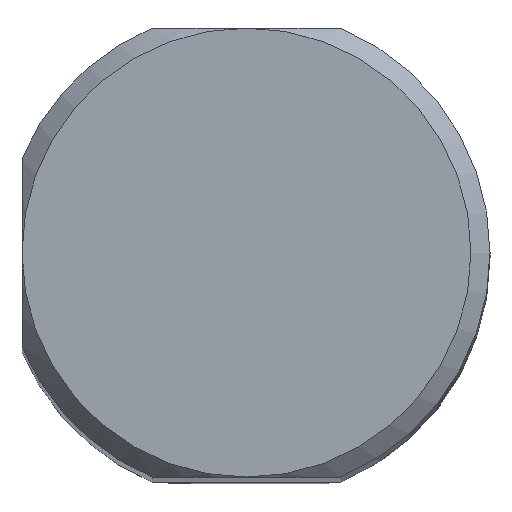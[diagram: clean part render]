
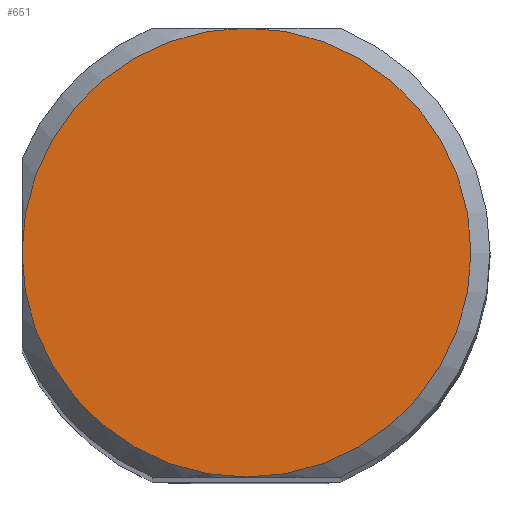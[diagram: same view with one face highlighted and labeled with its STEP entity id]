
A CAD part, top view. The second image highlights one B-rep face of the part: STEP entity #651.
In plain terms, the highlighted planar face has unit normal (0, 0, 1).
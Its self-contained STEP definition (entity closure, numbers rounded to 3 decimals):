
#370=CIRCLE('',#5804,11.7);
#371=CIRCLE('',#5805,11.7);
#372=CIRCLE('',#5806,11.7);
#651=ADVANCED_FACE('',(#1123),#847,.F.);
#847=PLANE('',#5807);
#1123=FACE_OUTER_BOUND('',#1419,.T.);
#1419=EDGE_LOOP('',(#2958,#2959,#2960));
#2958=ORIENTED_EDGE('',*,*,#4292,.F.);
#2959=ORIENTED_EDGE('',*,*,#4293,.F.);
#2960=ORIENTED_EDGE('',*,*,#4294,.F.);
#3513=VERTEX_POINT('',#9199);
#3514=VERTEX_POINT('',#9200);
#3515=VERTEX_POINT('',#9202);
#4292=EDGE_CURVE('',#3513,#3514,#370,.T.);
#4293=EDGE_CURVE('',#3515,#3513,#371,.T.);
#4294=EDGE_CURVE('',#3514,#3515,#372,.T.);
#5804=AXIS2_PLACEMENT_3D('',#9198,#7062,#7063);
#5805=AXIS2_PLACEMENT_3D('',#9201,#7064,#7065);
#5806=AXIS2_PLACEMENT_3D('',#9203,#7066,#7067);
#5807=AXIS2_PLACEMENT_3D('',#9204,#7068,#7069);
#7062=DIRECTION('',(0.,0.,-1.));
#7063=DIRECTION('',(0.,-1.,0.));
#7064=DIRECTION('',(0.,0.,-1.));
#7065=DIRECTION('',(0.,-1.,0.));
#7066=DIRECTION('',(0.,0.,-1.));
#7067=DIRECTION('',(0.,-1.,0.));
#7068=DIRECTION('',(0.,0.,-1.));
#7069=DIRECTION('',(0.,-1.,0.));
#9198=CARTESIAN_POINT('',(0.,0.,147.226));
#9199=CARTESIAN_POINT('',(0.,11.7,147.226));
#9200=CARTESIAN_POINT('',(0.,-11.7,147.226));
#9201=CARTESIAN_POINT('',(0.,0.,147.226));
#9202=CARTESIAN_POINT('',(-11.7,0.,147.226));
#9203=CARTESIAN_POINT('',(0.,0.,147.226));
#9204=CARTESIAN_POINT('',(0.,0.,147.226));
